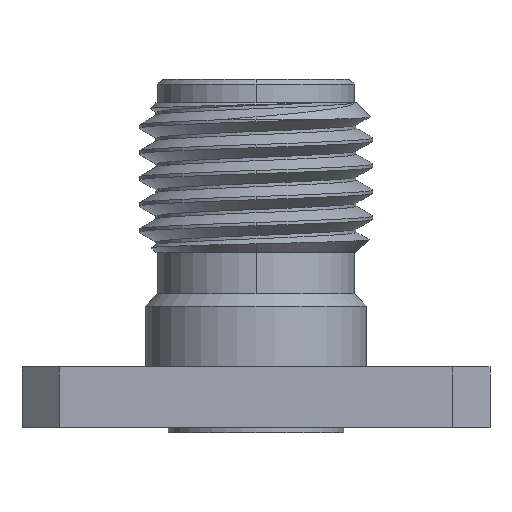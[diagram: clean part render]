
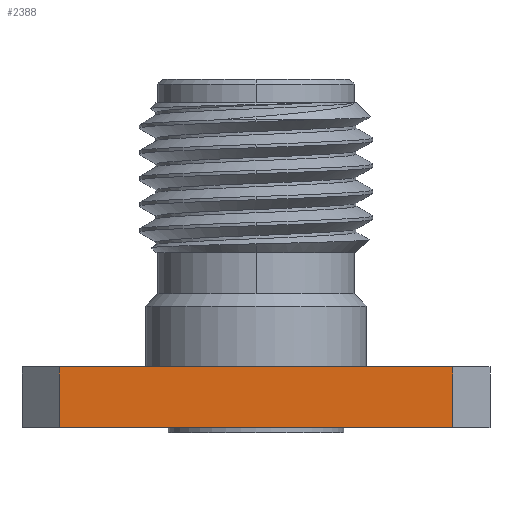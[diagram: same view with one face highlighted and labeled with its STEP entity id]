
A CAD part, front view. The second image highlights one B-rep face of the part: STEP entity #2388.
In plain terms, the highlighted planar face has unit normal (0, -1, 0).
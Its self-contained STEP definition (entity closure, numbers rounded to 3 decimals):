
#56 = ORIENTED_EDGE ( 'NONE', *, *, #243, .T. ) ;
#59 = CARTESIAN_POINT ( 'NONE',  ( 5.334, -6.35, 0. ) ) ;
#225 = EDGE_LOOP ( 'NONE', ( #3037, #56, #1371, #461 ) ) ;
#243 = EDGE_CURVE ( 'NONE', #2117, #3155, #4339, .T. ) ;
#406 = VERTEX_POINT ( 'NONE', #59 ) ;
#461 = ORIENTED_EDGE ( 'NONE', *, *, #2477, .T. ) ;
#487 = DIRECTION ( 'NONE',  ( 0., 0., -1. ) ) ;
#582 = CARTESIAN_POINT ( 'NONE',  ( -6.35, -6.35, -1.65 ) ) ;
#674 = VECTOR ( 'NONE', #3683, 1000. ) ;
#933 = DIRECTION ( 'NONE',  ( 0., -1., 0. ) ) ;
#1012 = LINE ( 'NONE', #1696, #5026 ) ;
#1217 = FACE_OUTER_BOUND ( 'NONE', #225, .T. ) ;
#1260 = CARTESIAN_POINT ( 'NONE',  ( -5.334, -6.35, -1.65 ) ) ;
#1337 = PLANE ( 'NONE',  #3475 ) ;
#1368 = VECTOR ( 'NONE', #2794, 1000. ) ;
#1371 = ORIENTED_EDGE ( 'NONE', *, *, #1800, .T. ) ;
#1495 = VERTEX_POINT ( 'NONE', #3512 ) ;
#1696 = CARTESIAN_POINT ( 'NONE',  ( 5.334, -6.35, -1.65 ) ) ;
#1800 = EDGE_CURVE ( 'NONE', #3155, #1495, #5064, .T. ) ;
#1872 = CARTESIAN_POINT ( 'NONE',  ( -6.35, -6.35, 0. ) ) ;
#1942 = LINE ( 'NONE', #1872, #3881 ) ;
#2069 = EDGE_CURVE ( 'NONE', #2117, #406, #1942, .T. ) ;
#2117 = VERTEX_POINT ( 'NONE', #2326 ) ;
#2326 = CARTESIAN_POINT ( 'NONE',  ( -5.334, -6.35, 0. ) ) ;
#2388 = ADVANCED_FACE ( 'NONE', ( #1217 ), #1337, .T. ) ;
#2477 = EDGE_CURVE ( 'NONE', #1495, #406, #1012, .T. ) ;
#2794 = DIRECTION ( 'NONE',  ( 0., 0., -1. ) ) ;
#3037 = ORIENTED_EDGE ( 'NONE', *, *, #2069, .F. ) ;
#3155 = VERTEX_POINT ( 'NONE', #4940 ) ;
#3475 = AXIS2_PLACEMENT_3D ( 'NONE', #4041, #933, #487 ) ;
#3512 = CARTESIAN_POINT ( 'NONE',  ( 5.334, -6.35, -1.65 ) ) ;
#3683 = DIRECTION ( 'NONE',  ( 1., 0., 0. ) ) ;
#3881 = VECTOR ( 'NONE', #4994, 1000. ) ;
#4041 = CARTESIAN_POINT ( 'NONE',  ( -6.35, -6.35, -1.65 ) ) ;
#4339 = LINE ( 'NONE', #1260, #1368 ) ;
#4836 = DIRECTION ( 'NONE',  ( 0., 0., 1. ) ) ;
#4940 = CARTESIAN_POINT ( 'NONE',  ( -5.334, -6.35, -1.65 ) ) ;
#4994 = DIRECTION ( 'NONE',  ( 1., 0., 0. ) ) ;
#5026 = VECTOR ( 'NONE', #4836, 1000. ) ;
#5064 = LINE ( 'NONE', #582, #674 ) ;
